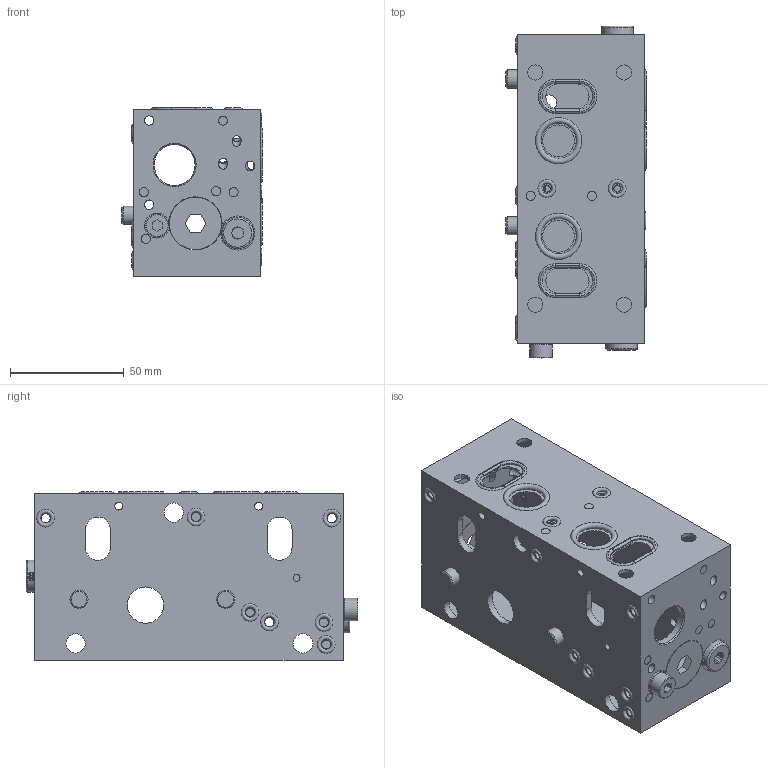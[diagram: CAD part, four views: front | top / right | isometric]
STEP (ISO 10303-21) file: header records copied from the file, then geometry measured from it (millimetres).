
FILE_DESCRIPTION(/* description */ ('Unknown'),/* implementation_level */ '2;1');
FILE_NAME(/* name */ '1435330_EINLASSPLATTE 16 N_000198420',/* time_stamp */ '2021-02-15T13:17:53+01:00',/* author */ ('Unknown'),/* organization */ ('Unknown'),/* preprocessor_version */ 'ST-DEVELOPER v16.7',/* originating_system */ 'DEX',/* authorisation */ $);
FILE_SCHEMA (('AUTOMOTIVE_DESIGN {1 0 10303 214 3 1 1}'));
Length unit declared in the file: millimetre
Products named in the file (53): 1435330_EINLASSPLATTE 16 N_000198420; 1440956_Ventilgehäuse AP16_000190919_oa_0; 1441794_Stopfen_000190910_oa_1; 1441731_O-RING_000195000; 1441707_O-RING_000194656; 1441794_Stopfen_000190910_oa_2; 1441734_O-RING_000195083; 1441740_STUETZRING_000195019_oa_3; 1441740_STUETZRING_000195019_oa_4; 1441731_O-RING_000195000_oa_5; 1441731_O-RING_000195000_oa_6; Ventil  AAB 3149_oa_7; WRVCG-04_oa_8; Ring  AAB 3146_oa_9; Ring  AAB 3146_oa_10; Ring  AAB 3148_oa_11; Ventil  AAB 3149_oa_12; WRVCG-04_oa_13; Ring  AAB 3146_oa_14; Ring  AAB 3146_oa_15; Ring  AAB 3148_oa_16; EO Verschluss-Stopfen fuer Einschraubloecher VSTI1_8EDCF_oa_17; EO Verschluss-Stopfen fuer Einschraubloecher VSTI1_8EDCF_oa_18; 1441732_O-RING_000195006; 1332274_O-Ring_000151341; 1441706_DUESE_000194999_oa_19; 1441593_O-Ring Träger 5mm_000191022_oa_20; 1441813_O-RING_000195037; 1441593_O-Ring Träger 5mm_000191022_oa_21; 1441813_O-RING_000195037_oa_22; 1237794_Gewindestift DIN 913 M5x6 - 45 H_000139356_oa_23; scheibe  aab 0526; 1441797_ZYLINDERKOPFSCHRAUBE_000195034_oa_24; 1428617_ZYLINDERSTIFT_000195338_oa_25; 1428617_ZYLINDERSTIFT_000195338_oa_26; 1441798_Kegelstopfen_000193366_oa_27; Teil  AAB 4069_oa_28; SK 550- 040 4,0_oa_29; SK 550- 040 4,0_oa_30; SK 550- 040 4,0_oa_31 ...
Assembly tree (67 placements, depth 3):
  1435330_EINLASSPLATTE 16 N_000198420
    1440956_Ventilgehäuse AP16_000190919_oa_0
    1441794_Stopfen_000190910_oa_1
    1441731_O-RING_000195000  x2
    1441707_O-RING_000194656  x13
    1441794_Stopfen_000190910_oa_2
    1441734_O-RING_000195083  x2
    1441740_STUETZRING_000195019_oa_3
    1441740_STUETZRING_000195019_oa_4
    1441731_O-RING_000195000_oa_5
    1441731_O-RING_000195000_oa_6
    Ventil  AAB 3149_oa_7
      WRVCG-04_oa_8
      Ring  AAB 3146_oa_9
      Ring  AAB 3146_oa_10
      Ring  AAB 3148_oa_11
    Ventil  AAB 3149_oa_12
      WRVCG-04_oa_13
      Ring  AAB 3146_oa_14
      Ring  AAB 3146_oa_15
      Ring  AAB 3148_oa_16
    EO Verschluss-Stopfen fuer Einschraubloecher VSTI1_8EDCF_oa_17
    EO Verschluss-Stopfen fuer Einschraubloecher VSTI1_8EDCF_oa_18
    1441732_O-RING_000195006
    1332274_O-Ring_000151341  x2
    1441706_DUESE_000194999_oa_19
    1441593_O-Ring Träger 5mm_000191022_oa_20
    1441813_O-RING_000195037
    1441593_O-Ring Träger 5mm_000191022_oa_21
    1441813_O-RING_000195037_oa_22
    1237794_Gewindestift DIN 913 M5x6 - 45 H_000139356_oa_23
    scheibe  aab 0526
    1441797_ZYLINDERKOPFSCHRAUBE_000195034_oa_24
    1428617_ZYLINDERSTIFT_000195338_oa_25
    1428617_ZYLINDERSTIFT_000195338_oa_26
    1441798_Kegelstopfen_000193366_oa_27
    Teil  AAB 4069_oa_28
    SK 550- 040 4,0_oa_29
    SK 550- 040 4,0_oa_30
    SK 550- 040 4,0_oa_31
    SK 550- 040 4,0_oa_32
    SK 550- 040 4,0_oa_33
    SK 550- 040 4,0_oa_34
    SK 550- 040 4,0_oa_35
    SK 550- 040 4,0_oa_36
    SK 550- 040 4,0_oa_37
    SK 550- 040 4,0_oa_38
    SK 550- 040 4,0_oa_39
    SK 550- 040 4,0_oa_40
    SK 550- 040 4,0_oa_41
    SK 550- 040 4,0_oa_42
    SK 550- 040 4,0_oa_43
    1441706_DUESE_000194999
Bounding box: 61.72 x 146.1 x 74.32 mm (x, y, z)
Volume: 111429.7 mm3; surface area: 88835.6 mm2
Topology: 50 solids, 50 shells, 534 faces, 1277 edges, 839 vertices
Faces by surface type: plane 256, cylinder 213, torus 45, cone 20
Full cylindrical faces by diameter (mm): 1 x1, 1.567 x2, 2.52 x2, 3 x3, 3.5 x6, 4 x47, 4.134 x6, 4.917 x1, 5 x4, 5.2 x2, 6 x1, 6.647 x5, 6.7 x1, 7.8 x13, 8 x6, 8.3 x2, 8.5 x6, 8.566 x2, 9.728 x2, 10 x2, 11.15 x2, 14 x4, 15 x1, 16 x2, 16.66 x1, 18 x2, 20.35 x2, 21.9 x1, 23 x2, 23.4 x2
Entity records: 15168 total; most frequent: DIRECTION 2488, CARTESIAN_POINT 2413, ORIENTED_EDGE 1922, AXIS2_PLACEMENT_3D 1003, EDGE_CURVE 961, FACE_BOUND 868, EDGE_LOOP 863, VERTEX_POINT 733
